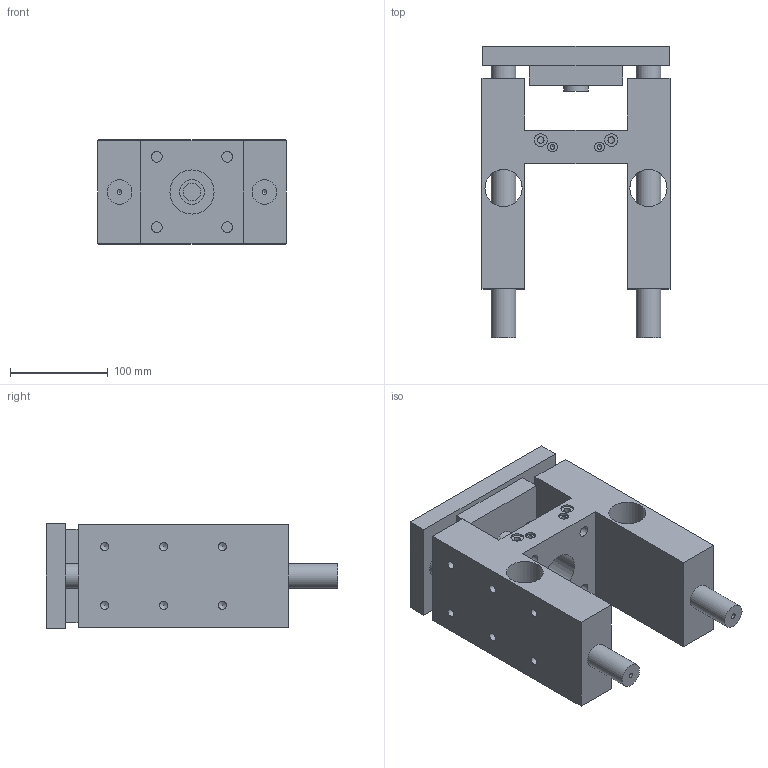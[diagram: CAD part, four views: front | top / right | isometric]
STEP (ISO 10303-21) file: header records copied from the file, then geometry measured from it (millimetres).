
FILE_DESCRIPTION((''),'2;1');
FILE_NAME('MSH80-50.stp','2012-10-11T14:31:57',('hartung_david'),(''),'Autodesk Inventor 2012','Autodesk Inventor 2012','');
FILE_SCHEMA(('AUTOMOTIVE_DESIGN { 1 0 10303 214 1 1 1 1 }'));
Length unit declared in the file: millimetre
Products named in the file (3): MSH80-50; MSH80-50-010; MSH80-50-020
Assembly tree (2 placements, depth 2):
  MSH80-50
    MSH80-50-010
    MSH80-50-020
Bounding box: 192 x 298 x 107 mm (x, y, z)
Volume: 2674437.8 mm3; surface area: 343034.2 mm2
Topology: 2 solids, 10 shells, 174 faces, 388 edges, 259 vertices
Faces by surface type: cylinder 79, plane 69, cone 26
Full cylindrical faces by diameter (mm): 4.917 x6, 6 x4, 6.6 x6, 6.647 x12, 8.376 x16, 9 x2, 10 x6, 11 x8, 13 x6, 15 x2, 18.376 x1, 25 x7, 38 x2, 45 x1
Entity records: 4708 total; most frequent: CARTESIAN_POINT 1251, DIRECTION 702, ORIENTED_EDGE 436, EDGE_LOOP 342, AXIS2_PLACEMENT_3D 321, EDGE_CURVE 218, VERTEX_POINT 198, FACE_OUTER_BOUND 174
